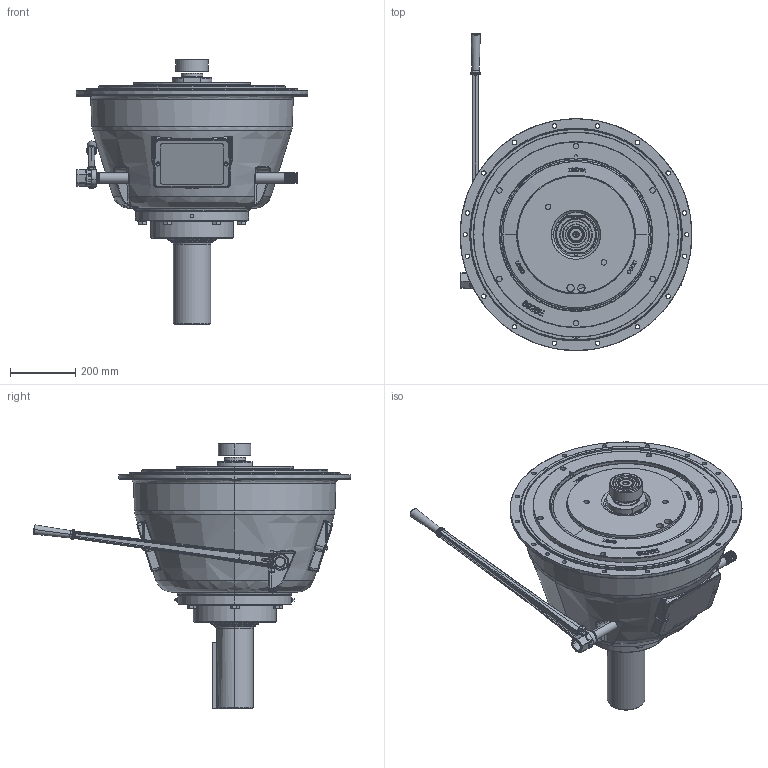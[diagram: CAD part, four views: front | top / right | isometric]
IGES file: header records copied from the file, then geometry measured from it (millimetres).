
Start section: SolidWorks IGES file using analytic representation for surfaces
Global section: file name: SP318P004.IGS; native system: SolidWorks 2010; preprocessor: SolidWorks 2010; author: josephl; date: 160125.090702; units: millimetre
Bounding box: 711.2 x 973.03 x 815.46 mm (x, y, z)
Surface area: 2437809.3 mm2 (no closed solid volume)
Topology: 0 solids, 0 shells, 1294 faces, 22360 edges, 22346 vertices
Faces by surface type: bspline 810, revolution 484
